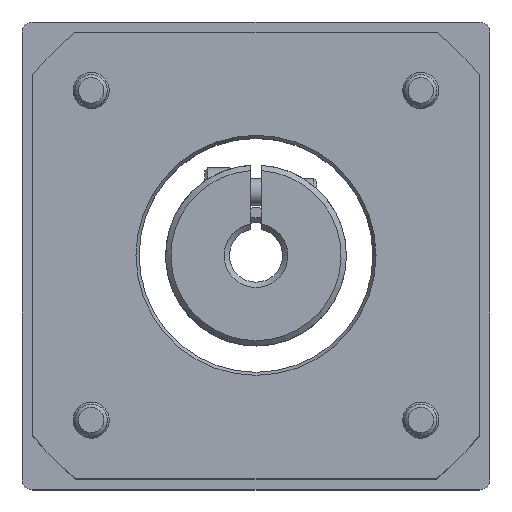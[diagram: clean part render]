
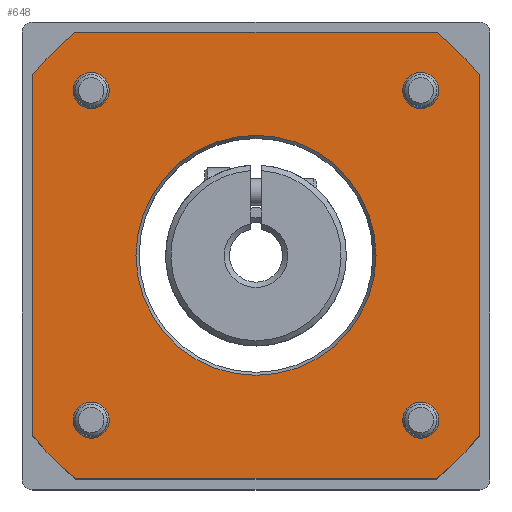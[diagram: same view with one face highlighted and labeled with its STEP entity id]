
A CAD part, top view. The second image highlights one B-rep face of the part: STEP entity #648.
In plain terms, the highlighted face is planar.
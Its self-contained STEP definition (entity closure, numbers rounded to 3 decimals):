
#648 = ADVANCED_FACE( '', ( #1286, #1287, #1288, #1289, #1290, #1291 ), #1292, .F. );
#1286 = FACE_BOUND( '', #1951, .T. );
#1287 = FACE_BOUND( '', #1952, .T. );
#1288 = FACE_BOUND( '', #1953, .T. );
#1289 = FACE_BOUND( '', #1954, .T. );
#1290 = FACE_BOUND( '', #1955, .T. );
#1291 = FACE_OUTER_BOUND( '', #1956, .T. );
#1292 = PLANE( '', #1957 );
#1951 = EDGE_LOOP( '', ( #3236 ) );
#1952 = EDGE_LOOP( '', ( #3237 ) );
#1953 = EDGE_LOOP( '', ( #3238 ) );
#1954 = EDGE_LOOP( '', ( #3239 ) );
#1955 = EDGE_LOOP( '', ( #3240 ) );
#1956 = EDGE_LOOP( '', ( #3241, #3242, #3243, #3244, #3245, #3246, #3247, #3248 ) );
#1957 = AXIS2_PLACEMENT_3D( '', #3249, #3250, #3251 );
#3236 = ORIENTED_EDGE( '', *, *, #3862, .F. );
#3237 = ORIENTED_EDGE( '', *, *, #4136, .F. );
#3238 = ORIENTED_EDGE( '', *, *, #4177, .F. );
#3239 = ORIENTED_EDGE( '', *, *, #3729, .F. );
#3240 = ORIENTED_EDGE( '', *, *, #4151, .F. );
#3241 = ORIENTED_EDGE( '', *, *, #4078, .F. );
#3242 = ORIENTED_EDGE( '', *, *, #4124, .F. );
#3243 = ORIENTED_EDGE( '', *, *, #4109, .F. );
#3244 = ORIENTED_EDGE( '', *, *, #3749, .F. );
#3245 = ORIENTED_EDGE( '', *, *, #3758, .F. );
#3246 = ORIENTED_EDGE( '', *, *, #4178, .F. );
#3247 = ORIENTED_EDGE( '', *, *, #4179, .F. );
#3248 = ORIENTED_EDGE( '', *, *, #4180, .F. );
#3249 = CARTESIAN_POINT( '', ( 0., 0., 0. ) );
#3250 = DIRECTION( '', ( 0., 0., 1. ) );
#3251 = DIRECTION( '', ( 1., 0., 0. ) );
#3729 = EDGE_CURVE( '', #4340, #4340, #4341, .T. );
#3749 = EDGE_CURVE( '', #4371, #4367, #4373, .T. );
#3758 = EDGE_CURVE( '', #4385, #4371, #4387, .T. );
#3862 = EDGE_CURVE( '', #4560, #4560, #4561, .T. );
#4078 = EDGE_CURVE( '', #4881, #4877, #4883, .T. );
#4109 = EDGE_CURVE( '', #4367, #4919, #4922, .T. );
#4124 = EDGE_CURVE( '', #4919, #4881, #4942, .T. );
#4136 = EDGE_CURVE( '', #4959, #4959, #4960, .T. );
#4151 = EDGE_CURVE( '', #4981, #4981, #4982, .T. );
#4177 = EDGE_CURVE( '', #5013, #5013, #5014, .T. );
#4178 = EDGE_CURVE( '', #5015, #4385, #5016, .T. );
#4179 = EDGE_CURVE( '', #5017, #5015, #5018, .T. );
#4180 = EDGE_CURVE( '', #4877, #5017, #5019, .T. );
#4340 = VERTEX_POINT( '', #5258 );
#4341 = CIRCLE( '', #5259, 1.7 );
#4367 = VERTEX_POINT( '', #5287 );
#4371 = VERTEX_POINT( '', #5292 );
#4373 = CIRCLE( '', #5295, 27. );
#4385 = VERTEX_POINT( '', #5308 );
#4387 = LINE( '', #5311, #5312 );
#4560 = VERTEX_POINT( '', #5594 );
#4561 = CIRCLE( '', #5595, 1.7 );
#4877 = VERTEX_POINT( '', #6117 );
#4881 = VERTEX_POINT( '', #6123 );
#4883 = LINE( '', #6126, #6127 );
#4919 = VERTEX_POINT( '', #6237 );
#4922 = LINE( '', #6242, #6243 );
#4942 = CIRCLE( '', #6266, 27. );
#4959 = VERTEX_POINT( '', #6286 );
#4960 = CIRCLE( '', #6287, 1.7 );
#4981 = VERTEX_POINT( '', #6314 );
#4982 = CIRCLE( '', #6315, 11.289 );
#5013 = VERTEX_POINT( '', #6367 );
#5014 = CIRCLE( '', #6368, 1.7 );
#5015 = VERTEX_POINT( '', #6369 );
#5016 = CIRCLE( '', #6370, 27. );
#5017 = VERTEX_POINT( '', #6371 );
#5018 = LINE( '', #6372, #6373 );
#5019 = CIRCLE( '', #6374, 27. );
#5258 = CARTESIAN_POINT( '', ( 13.8, 15.5, 0. ) );
#5259 = AXIS2_PLACEMENT_3D( '', #6545, #6546, #6547 );
#5287 = CARTESIAN_POINT( '', ( 16.971, 21., 0. ) );
#5292 = CARTESIAN_POINT( '', ( 21., 16.971, 0. ) );
#5295 = AXIS2_PLACEMENT_3D( '', #6582, #6583, #6584 );
#5308 = CARTESIAN_POINT( '', ( 21., -16.971, 0. ) );
#5311 = CARTESIAN_POINT( '', ( 21., -16.971, 0. ) );
#5312 = VECTOR( '', #6596, 1000. );
#5594 = CARTESIAN_POINT( '', ( -17.2, 15.5, 0. ) );
#5595 = AXIS2_PLACEMENT_3D( '', #6725, #6726, #6727 );
#6117 = CARTESIAN_POINT( '', ( -21., -16.971, 0. ) );
#6123 = CARTESIAN_POINT( '', ( -21., 16.971, 0. ) );
#6126 = CARTESIAN_POINT( '', ( -21., 16.971, 0. ) );
#6127 = VECTOR( '', #7040, 1000. );
#6237 = CARTESIAN_POINT( '', ( -16.971, 21., 0. ) );
#6242 = CARTESIAN_POINT( '', ( 16.971, 21., 0. ) );
#6243 = VECTOR( '', #7075, 1000. );
#6266 = AXIS2_PLACEMENT_3D( '', #7094, #7095, #7096 );
#6286 = CARTESIAN_POINT( '', ( -17.2, -15.5, 0. ) );
#6287 = AXIS2_PLACEMENT_3D( '', #7115, #7116, #7117 );
#6314 = CARTESIAN_POINT( '', ( -11.289, 0., 0. ) );
#6315 = AXIS2_PLACEMENT_3D( '', #7137, #7138, #7139 );
#6367 = CARTESIAN_POINT( '', ( 13.8, -15.5, 0. ) );
#6368 = AXIS2_PLACEMENT_3D( '', #7167, #7168, #7169 );
#6369 = CARTESIAN_POINT( '', ( 16.971, -21., 0. ) );
#6370 = AXIS2_PLACEMENT_3D( '', #7170, #7171, #7172 );
#6371 = CARTESIAN_POINT( '', ( -16.971, -21., 0. ) );
#6372 = CARTESIAN_POINT( '', ( -16.971, -21., 0. ) );
#6373 = VECTOR( '', #7173, 1000. );
#6374 = AXIS2_PLACEMENT_3D( '', #7174, #7175, #7176 );
#6545 = CARTESIAN_POINT( '', ( 15.5, 15.5, 0. ) );
#6546 = DIRECTION( '', ( 0., 0., -1. ) );
#6547 = DIRECTION( '', ( -1., 0., 0. ) );
#6582 = CARTESIAN_POINT( '', ( 0., 0., 0. ) );
#6583 = DIRECTION( '', ( 0., 0., 1. ) );
#6584 = DIRECTION( '', ( 1., 0., 0. ) );
#6596 = DIRECTION( '', ( 0., 1., 0. ) );
#6725 = CARTESIAN_POINT( '', ( -15.5, 15.5, 0. ) );
#6726 = DIRECTION( '', ( 0., 0., -1. ) );
#6727 = DIRECTION( '', ( -1., 0., 0. ) );
#7040 = DIRECTION( '', ( 0., -1., 0. ) );
#7075 = DIRECTION( '', ( -1., 0., 0. ) );
#7094 = CARTESIAN_POINT( '', ( 0., 0., 0. ) );
#7095 = DIRECTION( '', ( 0., 0., 1. ) );
#7096 = DIRECTION( '', ( 1., 0., 0. ) );
#7115 = CARTESIAN_POINT( '', ( -15.5, -15.5, 0. ) );
#7116 = DIRECTION( '', ( 0., 0., -1. ) );
#7117 = DIRECTION( '', ( -1., 0., 0. ) );
#7137 = CARTESIAN_POINT( '', ( 0., 0., 0. ) );
#7138 = DIRECTION( '', ( 0., 0., -1. ) );
#7139 = DIRECTION( '', ( -1., 0., 0. ) );
#7167 = CARTESIAN_POINT( '', ( 15.5, -15.5, 0. ) );
#7168 = DIRECTION( '', ( 0., 0., -1. ) );
#7169 = DIRECTION( '', ( -1., 0., 0. ) );
#7170 = CARTESIAN_POINT( '', ( 0., 0., 0. ) );
#7171 = DIRECTION( '', ( 0., 0., 1. ) );
#7172 = DIRECTION( '', ( 1., 0., 0. ) );
#7173 = DIRECTION( '', ( 1., 0., 0. ) );
#7174 = CARTESIAN_POINT( '', ( 0., 0., 0. ) );
#7175 = DIRECTION( '', ( 0., 0., 1. ) );
#7176 = DIRECTION( '', ( 1., 0., 0. ) );
